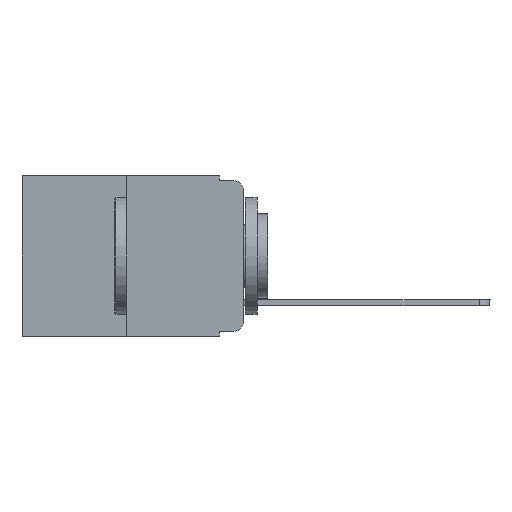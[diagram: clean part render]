
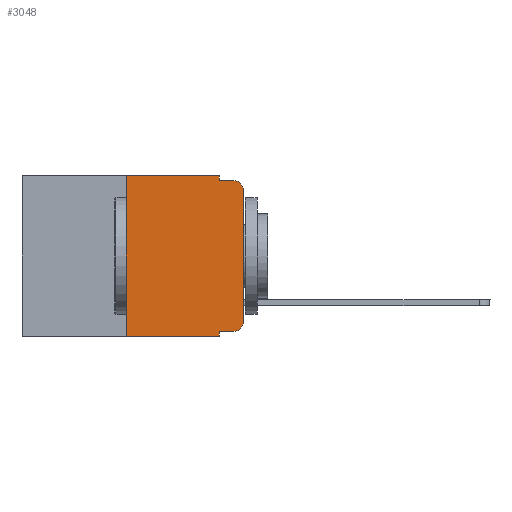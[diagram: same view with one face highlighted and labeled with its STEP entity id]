
A CAD part, left-side view. The second image highlights one B-rep face of the part: STEP entity #3048.
In plain terms, the highlighted planar face has unit normal (-1, 0, 0).
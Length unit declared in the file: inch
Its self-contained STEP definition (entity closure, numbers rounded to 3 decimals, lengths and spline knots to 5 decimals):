
#55 = ORIENTED_EDGE ( 'NONE', *, *, #11761, .T. ) ;
#80 = CARTESIAN_POINT ( 'NONE',  ( 0., 0.02, -0.03 ) ) ;
#284 = CARTESIAN_POINT ( 'NONE',  ( 0., 0.25, 0. ) ) ;
#390 = EDGE_CURVE ( 'NONE', #10020, #11117, #17764, .T. ) ;
#790 = EDGE_CURVE ( 'NONE', #11117, #13054, #15537, .T. ) ;
#980 = LINE ( 'NONE', #5611, #24857 ) ;
#1056 = LINE ( 'NONE', #3133, #4533 ) ;
#1121 = VERTEX_POINT ( 'NONE', #3802 ) ;
#1304 = CARTESIAN_POINT ( 'NONE',  ( 0., 0.473, 0. ) ) ;
#1832 = VECTOR ( 'NONE', #5192, 39.37008 ) ;
#2011 = ORIENTED_EDGE ( 'NONE', *, *, #24852, .T. ) ;
#2139 = VERTEX_POINT ( 'NONE', #284 ) ;
#2220 = DIRECTION ( 'NONE',  ( -1., 0., 0. ) ) ;
#2984 = ORIENTED_EDGE ( 'NONE', *, *, #790, .T. ) ;
#3048 = ADVANCED_FACE ( 'NONE', ( #20776 ), #25441, .F. ) ;
#3133 = CARTESIAN_POINT ( 'NONE',  ( 0., 0.473, -0.343 ) ) ;
#3423 = AXIS2_PLACEMENT_3D ( 'NONE', #4116, #15781, #7967 ) ;
#3802 = CARTESIAN_POINT ( 'NONE',  ( 0., 0.051, 0. ) ) ;
#4008 = EDGE_CURVE ( 'NONE', #1121, #20359, #6441, .T. ) ;
#4042 = CARTESIAN_POINT ( 'NONE',  ( 0., 0., -0.313 ) ) ;
#4116 = CARTESIAN_POINT ( 'NONE',  ( 0., 0.02, -0.313 ) ) ;
#4533 = VECTOR ( 'NONE', #9075, 39.37008 ) ;
#4828 = CARTESIAN_POINT ( 'NONE',  ( 0., 0.051, 0. ) ) ;
#4873 = VECTOR ( 'NONE', #5581, 39.37008 ) ;
#4997 = DIRECTION ( 'NONE',  ( 0., 0., -1. ) ) ;
#5185 = CARTESIAN_POINT ( 'NONE',  ( 0., 0.051, -0.333 ) ) ;
#5192 = DIRECTION ( 'NONE',  ( 0., 0., 1. ) ) ;
#5231 = CARTESIAN_POINT ( 'NONE',  ( 0., 0., 0. ) ) ;
#5581 = DIRECTION ( 'NONE',  ( 0., 0., 1. ) ) ;
#5611 = CARTESIAN_POINT ( 'NONE',  ( 0., 0.051, -0.01 ) ) ;
#6214 = ORIENTED_EDGE ( 'NONE', *, *, #12088, .F. ) ;
#6441 = LINE ( 'NONE', #4828, #15543 ) ;
#6796 = ORIENTED_EDGE ( 'NONE', *, *, #24999, .F. ) ;
#6990 = LINE ( 'NONE', #11182, #11389 ) ;
#7761 = EDGE_LOOP ( 'NONE', ( #2984, #55, #6796, #18541, #17623, #6214, #9756, #21634, #2011, #12102 ) ) ;
#7821 = AXIS2_PLACEMENT_3D ( 'NONE', #1304, #13126, #23486 ) ;
#7844 = CARTESIAN_POINT ( 'NONE',  ( 0., 0., -0.03 ) ) ;
#7967 = DIRECTION ( 'NONE',  ( 0., 0., -1. ) ) ;
#9075 = DIRECTION ( 'NONE',  ( 0., -1., 0. ) ) ;
#9317 = VERTEX_POINT ( 'NONE', #16218 ) ;
#9435 = AXIS2_PLACEMENT_3D ( 'NONE', #80, #2220, #18351 ) ;
#9756 = ORIENTED_EDGE ( 'NONE', *, *, #19719, .T. ) ;
#10020 = VERTEX_POINT ( 'NONE', #22300 ) ;
#10150 = VERTEX_POINT ( 'NONE', #22994 ) ;
#10405 = DIRECTION ( 'NONE',  ( 0., 0., -1. ) ) ;
#11001 = VECTOR ( 'NONE', #10405, 39.37008 ) ;
#11117 = VERTEX_POINT ( 'NONE', #4042 ) ;
#11182 = CARTESIAN_POINT ( 'NONE',  ( 0., 0.473, 0. ) ) ;
#11389 = VECTOR ( 'NONE', #21270, 39.37008 ) ;
#11761 = EDGE_CURVE ( 'NONE', #13054, #9317, #15963, .T. ) ;
#12088 = EDGE_CURVE ( 'NONE', #19631, #2139, #17220, .T. ) ;
#12102 = ORIENTED_EDGE ( 'NONE', *, *, #390, .T. ) ;
#12330 = CARTESIAN_POINT ( 'NONE',  ( 0., 0.051, 0. ) ) ;
#13054 = VERTEX_POINT ( 'NONE', #7844 ) ;
#13126 = DIRECTION ( 'NONE',  ( 1., 0., 0. ) ) ;
#14045 = CARTESIAN_POINT ( 'NONE',  ( 0., 0.051, -0.343 ) ) ;
#14800 = EDGE_CURVE ( 'NONE', #2139, #1121, #6990, .T. ) ;
#14861 = CARTESIAN_POINT ( 'NONE',  ( 0., 0.25, -0.343 ) ) ;
#15537 = LINE ( 'NONE', #5231, #4873 ) ;
#15543 = VECTOR ( 'NONE', #4997, 39.37008 ) ;
#15781 = DIRECTION ( 'NONE',  ( -1., 0., 0. ) ) ;
#15963 = CIRCLE ( 'NONE', #9435, 0.02 ) ;
#16218 = CARTESIAN_POINT ( 'NONE',  ( 0., 0.02, -0.01 ) ) ;
#16328 = EDGE_CURVE ( 'NONE', #10150, #22289, #21700, .T. ) ;
#17220 = LINE ( 'NONE', #23137, #1832 ) ;
#17368 = VECTOR ( 'NONE', #21494, 39.37008 ) ;
#17623 = ORIENTED_EDGE ( 'NONE', *, *, #14800, .F. ) ;
#17764 = CIRCLE ( 'NONE', #3423, 0.02 ) ;
#18351 = DIRECTION ( 'NONE',  ( 0., 0., -1. ) ) ;
#18541 = ORIENTED_EDGE ( 'NONE', *, *, #4008, .F. ) ;
#19386 = DIRECTION ( 'NONE',  ( 0., -1., 0. ) ) ;
#19550 = LINE ( 'NONE', #5185, #17368 ) ;
#19631 = VERTEX_POINT ( 'NONE', #14861 ) ;
#19719 = EDGE_CURVE ( 'NONE', #19631, #22289, #1056, .T. ) ;
#20359 = VERTEX_POINT ( 'NONE', #21714 ) ;
#20776 = FACE_OUTER_BOUND ( 'NONE', #7761, .T. ) ;
#21270 = DIRECTION ( 'NONE',  ( 0., -1., 0. ) ) ;
#21494 = DIRECTION ( 'NONE',  ( 0., -1., 0. ) ) ;
#21634 = ORIENTED_EDGE ( 'NONE', *, *, #16328, .F. ) ;
#21700 = LINE ( 'NONE', #12330, #11001 ) ;
#21714 = CARTESIAN_POINT ( 'NONE',  ( 0., 0.051, -0.01 ) ) ;
#22289 = VERTEX_POINT ( 'NONE', #14045 ) ;
#22300 = CARTESIAN_POINT ( 'NONE',  ( 0., 0.02, -0.333 ) ) ;
#22994 = CARTESIAN_POINT ( 'NONE',  ( 0., 0.051, -0.333 ) ) ;
#23137 = CARTESIAN_POINT ( 'NONE',  ( 0., 0.25, 0. ) ) ;
#23486 = DIRECTION ( 'NONE',  ( 0., 0., -1. ) ) ;
#24852 = EDGE_CURVE ( 'NONE', #10150, #10020, #19550, .T. ) ;
#24857 = VECTOR ( 'NONE', #19386, 39.37008 ) ;
#24999 = EDGE_CURVE ( 'NONE', #20359, #9317, #980, .T. ) ;
#25441 = PLANE ( 'NONE',  #7821 ) ;
